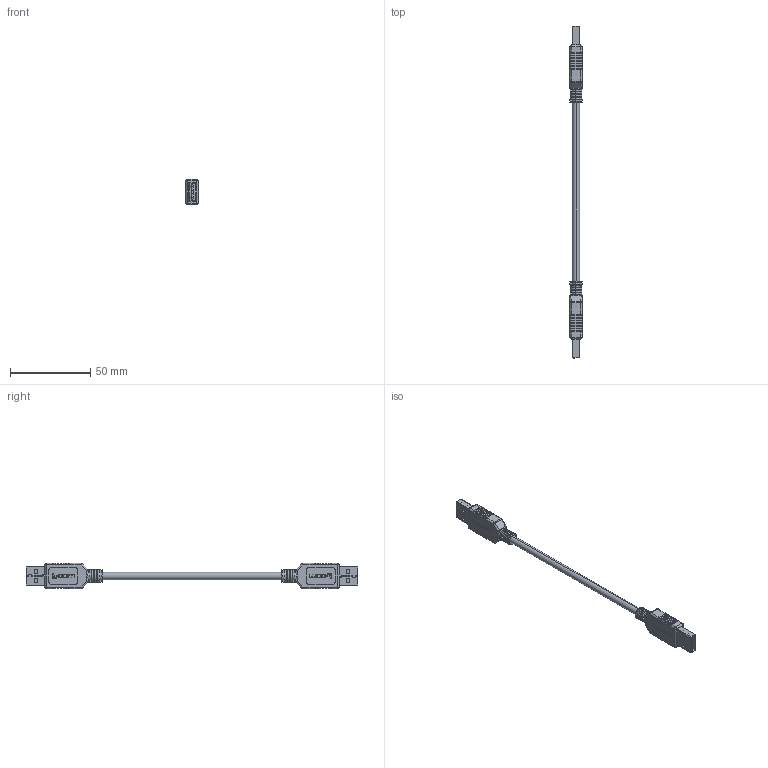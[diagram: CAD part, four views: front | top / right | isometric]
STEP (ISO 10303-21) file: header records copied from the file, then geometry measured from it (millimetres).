
FILE_DESCRIPTION (( 'STEP AP214' ), '1' );
FILE_NAME ('CSMUCLRAA.STEP', '2014-03-05T16:22:44', ( 'L-Com' ), ( 'L-Com Global Connectivity' ), 'SwSTEP 2.0', 'SolidWorks 2012', '' );
FILE_SCHEMA (( 'AUTOMOTIVE_DESIGN' ));
Length unit declared in the file: inch
Products named in the file (10): 3AB06-025_NEW LOGO; MTN-151_NEW LOGO; 1AA05-003_CRIMPED; 1AA05-003-MA5; 1AA05-003-MA4; 1AA05-003-MA3; 1AA05-003-MA2_CRIMPED; 1AA05-003-MA1; CSMUAA-MA1; CSMUCLRAA
Assembly tree (13 placements, depth 4):
  CSMUCLRAA
    CSMUAA-MA1
    3AB06-025_NEW LOGO  x2
      1AA05-003_CRIMPED
        1AA05-003-MA1
        1AA05-003-MA2_CRIMPED
        1AA05-003-MA3
        1AA05-003-MA4  x4
        1AA05-003-MA5
      MTN-151_NEW LOGO
Bounding box: 7.5 x 206.6 x 15.7 mm (x, y, z)
Volume: 10264.9 mm3; surface area: 13289 mm2
Topology: 21 solids, 21 shells, 1417 faces, 3837 edges, 2466 vertices
Faces by surface type: plane 936, cylinder 353, bspline 80, sphere 44, torus 4
Entity records: 22505 total; most frequent: CARTESIAN_POINT 5143, ORIENTED_EDGE 3628, DIRECTION 3376, EDGE_CURVE 1814, LINE 1322, VECTOR 1322, VERTEX_POINT 1182, AXIS2_PLACEMENT_3D 1027
